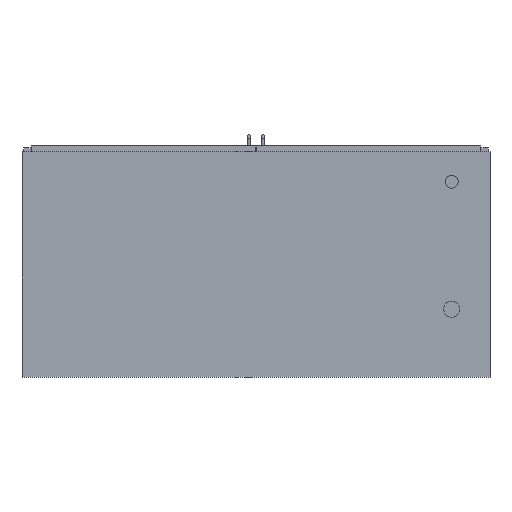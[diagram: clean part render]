
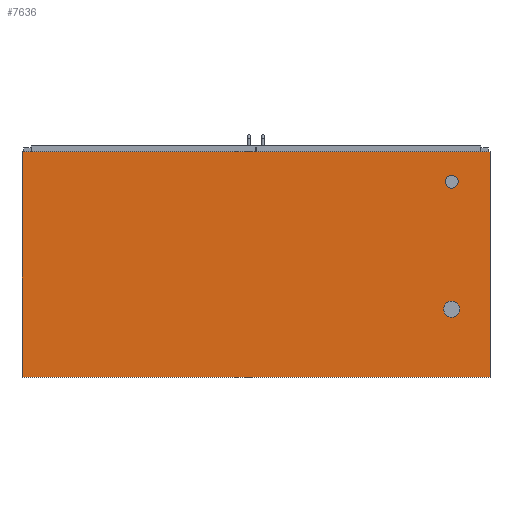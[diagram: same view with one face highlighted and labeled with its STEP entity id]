
A CAD part, front view. The second image highlights one B-rep face of the part: STEP entity #7636.
In plain terms, the highlighted planar face has unit normal (0, -1, 0).
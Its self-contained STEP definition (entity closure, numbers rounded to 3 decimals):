
#130=FACE_BOUND('',#1054,.T.);
#131=FACE_BOUND('',#1055,.T.);
#162=PLANE('',#8187);
#575=FACE_OUTER_BOUND('',#1053,.T.);
#1053=EDGE_LOOP('',(#5438,#5439,#5440,#5441));
#1054=EDGE_LOOP('',(#5442));
#1055=EDGE_LOOP('',(#5443));
#1555=LINE('',#10983,#2523);
#1557=LINE('',#10987,#2525);
#1559=LINE('',#10991,#2527);
#1561=LINE('',#10994,#2529);
#2523=VECTOR('',#8817,10.);
#2525=VECTOR('',#8821,10.);
#2527=VECTOR('',#8825,10.);
#2529=VECTOR('',#8829,10.);
#3473=CIRCLE('',#8171,20.);
#3475=CIRCLE('',#8175,25.);
#3577=VERTEX_POINT('',#10934);
#3579=VERTEX_POINT('',#10941);
#3592=VERTEX_POINT('',#10980);
#3593=VERTEX_POINT('',#10982);
#3594=VERTEX_POINT('',#10986);
#3595=VERTEX_POINT('',#10990);
#4298=EDGE_CURVE('',#3577,#3577,#3473,.T.);
#4301=EDGE_CURVE('',#3579,#3579,#3475,.T.);
#4319=EDGE_CURVE('',#3593,#3592,#1555,.T.);
#4321=EDGE_CURVE('',#3594,#3593,#1557,.T.);
#4323=EDGE_CURVE('',#3595,#3594,#1559,.T.);
#4325=EDGE_CURVE('',#3592,#3595,#1561,.T.);
#5438=ORIENTED_EDGE('',*,*,#4325,.T.);
#5439=ORIENTED_EDGE('',*,*,#4323,.T.);
#5440=ORIENTED_EDGE('',*,*,#4321,.T.);
#5441=ORIENTED_EDGE('',*,*,#4319,.T.);
#5442=ORIENTED_EDGE('',*,*,#4298,.T.);
#5443=ORIENTED_EDGE('',*,*,#4301,.T.);
#7636=ADVANCED_FACE('',(#575,#130,#131),#162,.T.);
#8171=AXIS2_PLACEMENT_3D('',#10936,#8773,#8774);
#8175=AXIS2_PLACEMENT_3D('',#10943,#8782,#8783);
#8187=AXIS2_PLACEMENT_3D('',#10995,#8830,#8831);
#8773=DIRECTION('center_axis',(0.,1.,0.));
#8774=DIRECTION('ref_axis',(1.,0.,0.));
#8782=DIRECTION('center_axis',(0.,1.,0.));
#8783=DIRECTION('ref_axis',(1.,0.,0.));
#8817=DIRECTION('',(-1.,0.,0.));
#8821=DIRECTION('',(0.,0.,1.));
#8825=DIRECTION('',(1.,0.,0.));
#8829=DIRECTION('',(0.,0.,-1.));
#8830=DIRECTION('center_axis',(0.,-1.,0.));
#8831=DIRECTION('ref_axis',(0.,0.,-1.));
#10934=CARTESIAN_POINT('',(582.,-370.,254.5));
#10936=CARTESIAN_POINT('Origin',(602.,-370.,254.5));
#10941=CARTESIAN_POINT('',(577.,-370.,-137.5));
#10943=CARTESIAN_POINT('Origin',(602.,-370.,-137.5));
#10980=CARTESIAN_POINT('',(-720.,-370.,347.5));
#10982=CARTESIAN_POINT('',(720.,-370.,347.5));
#10983=CARTESIAN_POINT('',(-720.,-370.,347.5));
#10986=CARTESIAN_POINT('',(720.,-370.,-347.5));
#10987=CARTESIAN_POINT('',(720.,-370.,347.5));
#10990=CARTESIAN_POINT('',(-720.,-370.,-347.5));
#10991=CARTESIAN_POINT('',(720.,-370.,-347.5));
#10994=CARTESIAN_POINT('',(-720.,-370.,-347.5));
#10995=CARTESIAN_POINT('Origin',(0.,-370.,0.));
